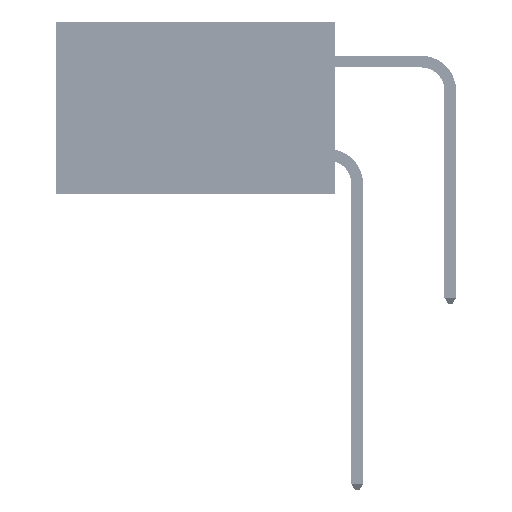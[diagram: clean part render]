
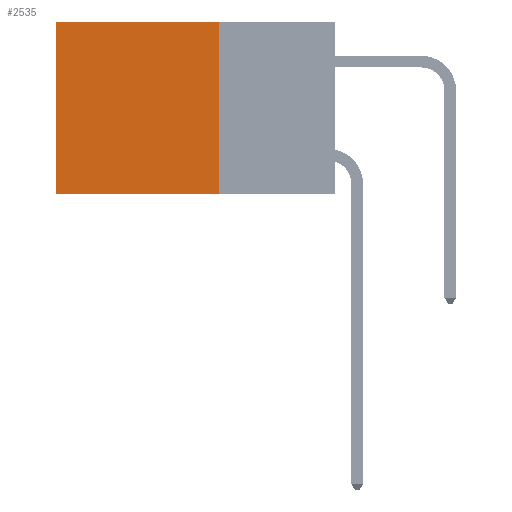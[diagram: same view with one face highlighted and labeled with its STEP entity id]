
A CAD part, left-side view. The second image highlights one B-rep face of the part: STEP entity #2535.
In plain terms, the highlighted planar face has unit normal (-1, 0, 0).
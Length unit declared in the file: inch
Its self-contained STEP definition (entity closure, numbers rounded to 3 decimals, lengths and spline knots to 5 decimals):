
#2535 = ADVANCED_FACE ( 'NONE', ( #23682 ), #28225, .F. ) ;
#3207 = CARTESIAN_POINT ( 'NONE',  ( 0.2875, 0.25, 0. ) ) ;
#3371 = VERTEX_POINT ( 'NONE', #3207 ) ;
#3400 = VECTOR ( 'NONE', #35021, 39.37008 ) ;
#3555 = VERTEX_POINT ( 'NONE', #29666 ) ;
#3613 = LINE ( 'NONE', #29405, #23006 ) ;
#5804 = EDGE_LOOP ( 'NONE', ( #15922, #29041, #32848, #7373 ) ) ;
#6395 = LINE ( 'NONE', #43336, #3400 ) ;
#7373 = ORIENTED_EDGE ( 'NONE', *, *, #27874, .T. ) ;
#9618 = EDGE_CURVE ( 'NONE', #3371, #3555, #3613, .T. ) ;
#11544 = CARTESIAN_POINT ( 'NONE',  ( 0.2875, 0.6, 0. ) ) ;
#11938 = VERTEX_POINT ( 'NONE', #11544 ) ;
#12150 = DIRECTION ( 'NONE',  ( 0., 1., 0. ) ) ;
#12577 = AXIS2_PLACEMENT_3D ( 'NONE', #40076, #23814, #43997 ) ;
#13944 = DIRECTION ( 'NONE',  ( 0., 1., 0. ) ) ;
#15922 = ORIENTED_EDGE ( 'NONE', *, *, #16630, .T. ) ;
#16630 = EDGE_CURVE ( 'NONE', #11938, #22904, #6395, .T. ) ;
#17402 = EDGE_CURVE ( 'NONE', #3555, #22904, #34830, .T. ) ;
#21084 = DIRECTION ( 'NONE',  ( 0., 0., -1. ) ) ;
#22904 = VERTEX_POINT ( 'NONE', #31819 ) ;
#23006 = VECTOR ( 'NONE', #21084, 39.37008 ) ;
#23682 = FACE_OUTER_BOUND ( 'NONE', #5804, .T. ) ;
#23814 = DIRECTION ( 'NONE',  ( 1., 0., 0. ) ) ;
#27874 = EDGE_CURVE ( 'NONE', #3371, #11938, #47227, .T. ) ;
#28225 = PLANE ( 'NONE',  #12577 ) ;
#29041 = ORIENTED_EDGE ( 'NONE', *, *, #17402, .F. ) ;
#29405 = CARTESIAN_POINT ( 'NONE',  ( 0.2875, 0.25, 0. ) ) ;
#29666 = CARTESIAN_POINT ( 'NONE',  ( 0.2875, 0.25, -0.37 ) ) ;
#31819 = CARTESIAN_POINT ( 'NONE',  ( 0.2875, 0.6, -0.37 ) ) ;
#32376 = VECTOR ( 'NONE', #12150, 39.37008 ) ;
#32848 = ORIENTED_EDGE ( 'NONE', *, *, #9618, .F. ) ;
#33497 = CARTESIAN_POINT ( 'NONE',  ( 0.2875, 0.25, 0. ) ) ;
#34830 = LINE ( 'NONE', #43103, #32376 ) ;
#35021 = DIRECTION ( 'NONE',  ( 0., 0., -1. ) ) ;
#40076 = CARTESIAN_POINT ( 'NONE',  ( 0.2875, 0.25, 0. ) ) ;
#43103 = CARTESIAN_POINT ( 'NONE',  ( 0.2875, 0.25, -0.37 ) ) ;
#43336 = CARTESIAN_POINT ( 'NONE',  ( 0.2875, 0.6, 0. ) ) ;
#43997 = DIRECTION ( 'NONE',  ( 0., 0., -1. ) ) ;
#47227 = LINE ( 'NONE', #33497, #47788 ) ;
#47788 = VECTOR ( 'NONE', #13944, 39.37008 ) ;
